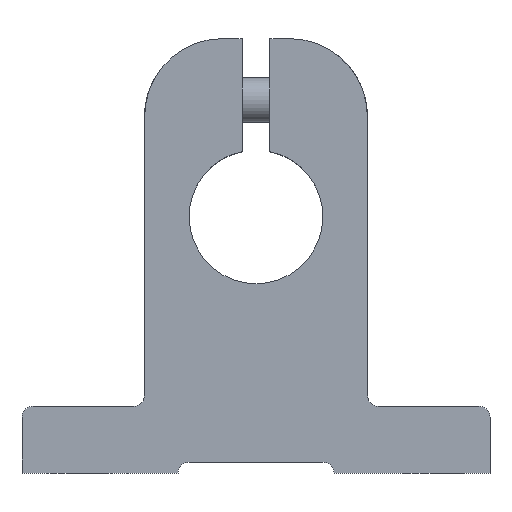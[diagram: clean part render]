
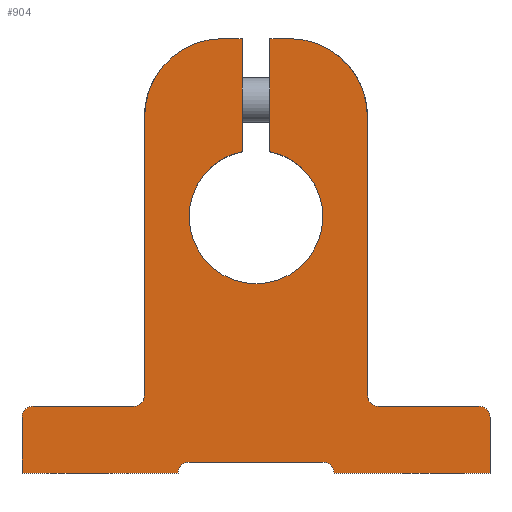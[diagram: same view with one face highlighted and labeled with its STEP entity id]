
A CAD part, top view. The second image highlights one B-rep face of the part: STEP entity #904.
In plain terms, the highlighted planar face has unit normal (0, 0, 1).
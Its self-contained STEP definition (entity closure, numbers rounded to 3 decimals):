
#52=PLANE('',#997);
#95=FACE_OUTER_BOUND('',#151,.T.);
#151=EDGE_LOOP('',(#705,#706,#707,#708,#709,#710,#711,#712,#713,#714,#715,
#716,#717,#718,#719,#720,#721,#722,#723,#724,#725,#726));
#193=LINE('',#1448,#276);
#196=LINE('',#1459,#279);
#201=LINE('',#1467,#284);
#204=LINE('',#1473,#287);
#207=LINE('',#1479,#290);
#208=LINE('',#1483,#291);
#216=LINE('',#1501,#299);
#217=LINE('',#1505,#300);
#223=LINE('',#1516,#306);
#226=LINE('',#1524,#309);
#230=LINE('',#1533,#313);
#234=LINE('',#1540,#317);
#235=LINE('',#1543,#318);
#276=VECTOR('',#1108,1000.);
#279=VECTOR('',#1119,1000.);
#284=VECTOR('',#1126,1000.);
#287=VECTOR('',#1131,1000.);
#290=VECTOR('',#1136,1000.);
#291=VECTOR('',#1139,1000.);
#299=VECTOR('',#1155,1000.);
#300=VECTOR('',#1158,1000.);
#306=VECTOR('',#1166,1000.);
#309=VECTOR('',#1171,1000.);
#313=VECTOR('',#1177,1000.);
#317=VECTOR('',#1183,1000.);
#318=VECTOR('',#1186,1000.);
#359=CIRCLE('',#976,6.);
#362=CIRCLE('',#981,1.);
#364=CIRCLE('',#989,1.);
#365=CIRCLE('',#998,1.);
#366=CIRCLE('',#999,7.);
#367=CIRCLE('',#1000,7.);
#368=CIRCLE('',#1001,1.);
#369=CIRCLE('',#1002,1.);
#370=CIRCLE('',#1003,1.);
#406=VERTEX_POINT('',#1432);
#407=VERTEX_POINT('',#1433);
#412=VERTEX_POINT('',#1445);
#413=VERTEX_POINT('',#1447);
#415=VERTEX_POINT('',#1453);
#416=VERTEX_POINT('',#1457);
#417=VERTEX_POINT('',#1458);
#421=VERTEX_POINT('',#1471);
#423=VERTEX_POINT('',#1477);
#424=VERTEX_POINT('',#1481);
#425=VERTEX_POINT('',#1482);
#429=VERTEX_POINT('',#1493);
#431=VERTEX_POINT('',#1499);
#432=VERTEX_POINT('',#1503);
#433=VERTEX_POINT('',#1504);
#437=VERTEX_POINT('',#1514);
#440=VERTEX_POINT('',#1521);
#441=VERTEX_POINT('',#1523);
#444=VERTEX_POINT('',#1530);
#445=VERTEX_POINT('',#1532);
#447=VERTEX_POINT('',#1538);
#448=VERTEX_POINT('',#1542);
#496=EDGE_CURVE('',#406,#407,#359,.T.);
#503=EDGE_CURVE('',#413,#412,#193,.T.);
#506=EDGE_CURVE('',#415,#413,#362,.T.);
#508=EDGE_CURVE('',#416,#417,#196,.T.);
#513=EDGE_CURVE('',#417,#406,#201,.T.);
#516=EDGE_CURVE('',#407,#421,#204,.T.);
#519=EDGE_CURVE('',#421,#423,#207,.T.);
#520=EDGE_CURVE('',#424,#425,#208,.T.);
#527=EDGE_CURVE('',#425,#429,#364,.T.);
#530=EDGE_CURVE('',#429,#431,#216,.T.);
#531=EDGE_CURVE('',#432,#433,#217,.T.);
#537=EDGE_CURVE('',#433,#437,#223,.T.);
#540=EDGE_CURVE('',#441,#440,#226,.T.);
#544=EDGE_CURVE('',#445,#444,#230,.T.);
#548=EDGE_CURVE('',#444,#447,#234,.T.);
#549=EDGE_CURVE('',#448,#415,#235,.T.);
#552=EDGE_CURVE('',#447,#448,#365,.T.);
#553=EDGE_CURVE('',#412,#416,#366,.T.);
#554=EDGE_CURVE('',#423,#424,#367,.T.);
#555=EDGE_CURVE('',#431,#432,#368,.T.);
#556=EDGE_CURVE('',#437,#441,#369,.T.);
#557=EDGE_CURVE('',#440,#445,#370,.T.);
#705=ORIENTED_EDGE('',*,*,#548,.T.);
#706=ORIENTED_EDGE('',*,*,#552,.T.);
#707=ORIENTED_EDGE('',*,*,#549,.T.);
#708=ORIENTED_EDGE('',*,*,#506,.T.);
#709=ORIENTED_EDGE('',*,*,#503,.T.);
#710=ORIENTED_EDGE('',*,*,#553,.T.);
#711=ORIENTED_EDGE('',*,*,#508,.T.);
#712=ORIENTED_EDGE('',*,*,#513,.T.);
#713=ORIENTED_EDGE('',*,*,#496,.T.);
#714=ORIENTED_EDGE('',*,*,#516,.T.);
#715=ORIENTED_EDGE('',*,*,#519,.T.);
#716=ORIENTED_EDGE('',*,*,#554,.T.);
#717=ORIENTED_EDGE('',*,*,#520,.T.);
#718=ORIENTED_EDGE('',*,*,#527,.T.);
#719=ORIENTED_EDGE('',*,*,#530,.T.);
#720=ORIENTED_EDGE('',*,*,#555,.T.);
#721=ORIENTED_EDGE('',*,*,#531,.T.);
#722=ORIENTED_EDGE('',*,*,#537,.T.);
#723=ORIENTED_EDGE('',*,*,#556,.T.);
#724=ORIENTED_EDGE('',*,*,#540,.T.);
#725=ORIENTED_EDGE('',*,*,#557,.T.);
#726=ORIENTED_EDGE('',*,*,#544,.T.);
#904=ADVANCED_FACE('',(#95),#52,.T.);
#976=AXIS2_PLACEMENT_3D('',#1434,#1097,#1098);
#981=AXIS2_PLACEMENT_3D('',#1454,#1114,#1115);
#989=AXIS2_PLACEMENT_3D('',#1495,#1149,#1150);
#997=AXIS2_PLACEMENT_3D('',#1547,#1189,#1190);
#998=AXIS2_PLACEMENT_3D('',#1548,#1191,#1192);
#999=AXIS2_PLACEMENT_3D('',#1549,#1193,#1194);
#1000=AXIS2_PLACEMENT_3D('',#1550,#1195,#1196);
#1001=AXIS2_PLACEMENT_3D('',#1551,#1197,#1198);
#1002=AXIS2_PLACEMENT_3D('',#1552,#1199,#1200);
#1003=AXIS2_PLACEMENT_3D('',#1553,#1201,#1202);
#1097=DIRECTION('center_axis',(0.,0.,-1.));
#1098=DIRECTION('ref_axis',(1.,0.,0.));
#1108=DIRECTION('',(0.,1.,0.));
#1114=DIRECTION('center_axis',(0.,0.,-1.));
#1115=DIRECTION('ref_axis',(1.,0.,0.));
#1119=DIRECTION('',(-1.,0.,0.));
#1126=DIRECTION('',(0.,-1.,0.));
#1131=DIRECTION('',(0.,1.,0.));
#1136=DIRECTION('',(-1.,0.,0.));
#1139=DIRECTION('',(0.,-1.,0.));
#1149=DIRECTION('center_axis',(0.,0.,-1.));
#1150=DIRECTION('ref_axis',(-1.,0.,0.));
#1155=DIRECTION('',(-1.,0.,0.));
#1158=DIRECTION('',(0.,-1.,0.));
#1166=DIRECTION('',(1.,0.,0.));
#1171=DIRECTION('',(1.,0.,0.));
#1177=DIRECTION('',(1.,0.,0.));
#1183=DIRECTION('',(0.,1.,0.));
#1186=DIRECTION('',(-1.,0.,0.));
#1189=DIRECTION('center_axis',(0.,0.,1.));
#1190=DIRECTION('ref_axis',(1.,0.,0.));
#1191=DIRECTION('center_axis',(0.,0.,1.));
#1192=DIRECTION('ref_axis',(1.,0.,0.));
#1193=DIRECTION('center_axis',(0.,0.,1.));
#1194=DIRECTION('ref_axis',(1.,0.,0.));
#1195=DIRECTION('center_axis',(0.,0.,1.));
#1196=DIRECTION('ref_axis',(1.,0.,0.));
#1197=DIRECTION('center_axis',(0.,0.,1.));
#1198=DIRECTION('ref_axis',(1.,0.,0.));
#1199=DIRECTION('center_axis',(0.,0.,-1.));
#1200=DIRECTION('ref_axis',(1.,0.,0.));
#1201=DIRECTION('center_axis',(0.,0.,-1.));
#1202=DIRECTION('ref_axis',(1.,0.,0.));
#1432=CARTESIAN_POINT('',(1.25,5.868,11.));
#1433=CARTESIAN_POINT('',(-1.25,5.868,11.));
#1434=CARTESIAN_POINT('Origin',(0.,0.,11.));
#1445=CARTESIAN_POINT('',(10.,9.,11.));
#1447=CARTESIAN_POINT('',(10.,-16.,11.));
#1448=CARTESIAN_POINT('',(10.,16.,11.));
#1453=CARTESIAN_POINT('',(11.,-17.,11.));
#1454=CARTESIAN_POINT('Origin',(11.,-16.,11.));
#1457=CARTESIAN_POINT('',(3.,16.,11.));
#1458=CARTESIAN_POINT('',(1.25,16.,11.));
#1459=CARTESIAN_POINT('',(1.25,16.,11.));
#1467=CARTESIAN_POINT('',(1.25,16.,11.));
#1471=CARTESIAN_POINT('',(-1.25,16.,11.));
#1473=CARTESIAN_POINT('',(-1.25,16.,11.));
#1477=CARTESIAN_POINT('',(-3.,16.,11.));
#1479=CARTESIAN_POINT('',(-10.,16.,11.));
#1481=CARTESIAN_POINT('',(-10.,9.,11.));
#1482=CARTESIAN_POINT('',(-10.,-16.,11.));
#1483=CARTESIAN_POINT('',(-10.,16.,11.));
#1493=CARTESIAN_POINT('',(-11.,-17.,11.));
#1495=CARTESIAN_POINT('Origin',(-11.,-16.,11.));
#1499=CARTESIAN_POINT('',(-20.,-17.,11.));
#1501=CARTESIAN_POINT('',(-21.,-17.,11.));
#1503=CARTESIAN_POINT('',(-21.,-18.,11.));
#1504=CARTESIAN_POINT('',(-21.,-23.,11.));
#1505=CARTESIAN_POINT('',(-21.,-23.,11.));
#1514=CARTESIAN_POINT('',(-7.,-23.,11.));
#1516=CARTESIAN_POINT('',(-21.,-23.,11.));
#1521=CARTESIAN_POINT('',(6.,-22.,11.));
#1523=CARTESIAN_POINT('',(-6.,-22.,11.));
#1524=CARTESIAN_POINT('',(-7.,-22.,11.));
#1530=CARTESIAN_POINT('',(21.,-23.,11.));
#1532=CARTESIAN_POINT('',(7.,-23.,11.));
#1533=CARTESIAN_POINT('',(7.,-23.,11.));
#1538=CARTESIAN_POINT('',(21.,-18.,11.));
#1540=CARTESIAN_POINT('',(21.,-17.,11.));
#1542=CARTESIAN_POINT('',(20.,-17.,11.));
#1543=CARTESIAN_POINT('',(11.,-17.,11.));
#1547=CARTESIAN_POINT('Origin',(11.,-16.,11.));
#1548=CARTESIAN_POINT('Origin',(20.,-18.,11.));
#1549=CARTESIAN_POINT('Origin',(3.,9.,11.));
#1550=CARTESIAN_POINT('Origin',(-3.,9.,11.));
#1551=CARTESIAN_POINT('Origin',(-20.,-18.,11.));
#1552=CARTESIAN_POINT('Origin',(-6.,-23.,11.));
#1553=CARTESIAN_POINT('Origin',(6.,-23.,11.));
